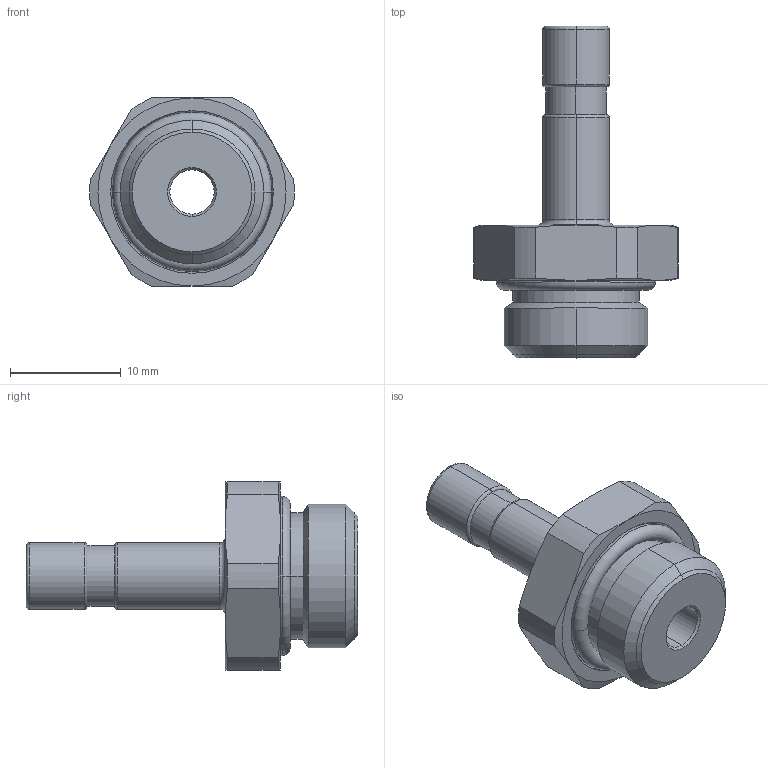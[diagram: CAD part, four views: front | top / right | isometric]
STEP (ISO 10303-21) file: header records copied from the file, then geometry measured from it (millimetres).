
FILE_DESCRIPTION((''),'2;1');
FILE_NAME('383763B_908X4-6F-1-4','2007-10-25T',('avs308'),(''),'PRO/ENGINEER BY PARAMETRIC TECHNOLOGY CORPORATION, 2007230','PRO/ENGINEER BY PARAMETRIC TECHNOLOGY CORPORATION, 2007230','');
FILE_SCHEMA(('CONFIG_CONTROL_DESIGN'));
Length unit declared in the file: millimetre
Products named in the file (1): 383763B_908X4-6F-1-4
Bounding box: 18.49 x 30 x 17 mm (x, y, z)
Volume: 2220.1 mm3; surface area: 2327.5 mm2
Topology: 2 solids, 4 shells, 68 faces, 154 edges, 92 vertices
Faces by surface type: cylinder 22, cone 22, torus 12, plane 12
Entity records: 2011 total; most frequent: CARTESIAN_POINT 415, DIRECTION 360, ORIENTED_EDGE 298, AXIS2_PLACEMENT_3D 161, EDGE_CURVE 154, VERTEX_POINT 92, CIRCLE 92, EDGE_LOOP 74
